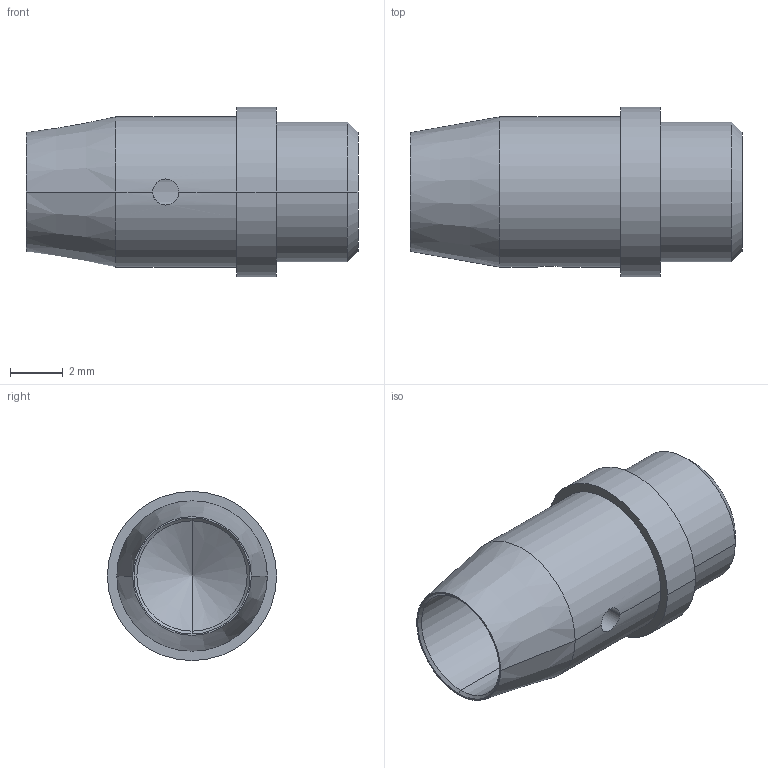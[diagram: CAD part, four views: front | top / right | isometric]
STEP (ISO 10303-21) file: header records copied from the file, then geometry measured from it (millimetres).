
FILE_DESCRIPTION((''),'2;1');
FILE_NAME('00110462002','2019-09-05T',('presta_be4'),(''),'PRO/ENGINEER BY PARAMETRIC TECHNOLOGY CORPORATION, 2014310','PRO/ENGINEER BY PARAMETRIC TECHNOLOGY CORPORATION, 2014310','');
FILE_SCHEMA(('CONFIG_CONTROL_DESIGN'));
Length unit declared in the file: millimetre
Products named in the file (1): 00110462002
Bounding box: 12.61 x 6.43 x 6.43 mm (x, y, z)
Volume: 177.5 mm3; surface area: 388.3 mm2
Topology: 1 solids, 1 shells, 22 faces, 47 edges, 27 vertices
Faces by surface type: cylinder 10, cone 8, plane 4
Entity records: 817 total; most frequent: CARTESIAN_POINT 298, DIRECTION 107, ORIENTED_EDGE 90, EDGE_CURVE 45, AXIS2_PLACEMENT_3D 44, VERTEX_POINT 27, EDGE_LOOP 26, FACE_OUTER_BOUND 22
